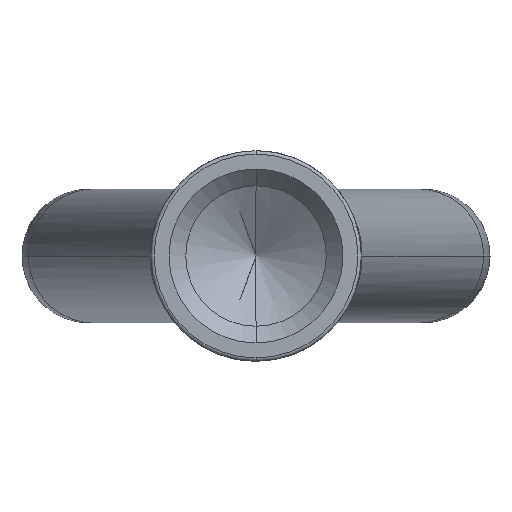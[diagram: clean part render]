
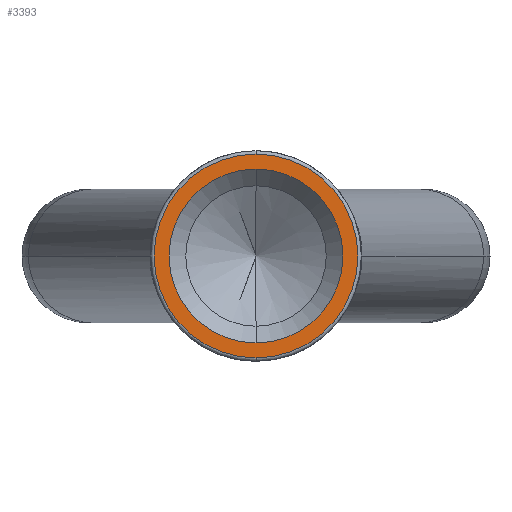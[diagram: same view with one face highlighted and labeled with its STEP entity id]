
A CAD part, front view. The second image highlights one B-rep face of the part: STEP entity #3393.
In plain terms, the highlighted planar face has unit normal (0, -1, 0).
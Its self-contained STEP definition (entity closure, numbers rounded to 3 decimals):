
#785 = CIRCLE ( 'NONE', #9360, 3.05 ) ;
#1294 = EDGE_CURVE ( 'NONE', #6241, #8058, #13987, .T. ) ;
#1738 = CARTESIAN_POINT ( 'NONE',  ( 0., 0., -2.6 ) ) ;
#2007 = CARTESIAN_POINT ( 'NONE',  ( 0., 0., -3.05 ) ) ;
#2021 = EDGE_LOOP ( 'NONE', ( #10170, #11207 ) ) ;
#2331 = CARTESIAN_POINT ( 'NONE',  ( 0., 0., 0. ) ) ;
#2667 = CARTESIAN_POINT ( 'NONE',  ( 0., 0., 3.05 ) ) ;
#2821 = ORIENTED_EDGE ( 'NONE', *, *, #1294, .T. ) ;
#3393 = ADVANCED_FACE ( 'NONE', ( #10322, #14469 ), #16128, .F. ) ;
#3654 = CARTESIAN_POINT ( 'NONE',  ( 0., 0., 0. ) ) ;
#4361 = EDGE_CURVE ( 'NONE', #11853, #11576, #8450, .T. ) ;
#6241 = VERTEX_POINT ( 'NONE', #1738 ) ;
#6268 = DIRECTION ( 'NONE',  ( 0., -1., 0. ) ) ;
#6378 = DIRECTION ( 'NONE',  ( 0., 1., 0. ) ) ;
#6380 = AXIS2_PLACEMENT_3D ( 'NONE', #6489, #6378, #15785 ) ;
#6489 = CARTESIAN_POINT ( 'NONE',  ( 0., 0., 0. ) ) ;
#6555 = AXIS2_PLACEMENT_3D ( 'NONE', #16187, #12266, #16015 ) ;
#6850 = EDGE_CURVE ( 'NONE', #8058, #6241, #11921, .T. ) ;
#7321 = DIRECTION ( 'NONE',  ( 0., 1., 0. ) ) ;
#8058 = VERTEX_POINT ( 'NONE', #12344 ) ;
#8450 = CIRCLE ( 'NONE', #12878, 3.05 ) ;
#8821 = DIRECTION ( 'NONE',  ( 0., 0., 1. ) ) ;
#9360 = AXIS2_PLACEMENT_3D ( 'NONE', #2331, #6268, #8821 ) ;
#9858 = DIRECTION ( 'NONE',  ( 0., 0., 1. ) ) ;
#10170 = ORIENTED_EDGE ( 'NONE', *, *, #4361, .T. ) ;
#10322 = FACE_OUTER_BOUND ( 'NONE', #2021, .T. ) ;
#10383 = DIRECTION ( 'NONE',  ( 0., 0., 1. ) ) ;
#11048 = EDGE_LOOP ( 'NONE', ( #2821, #13330 ) ) ;
#11207 = ORIENTED_EDGE ( 'NONE', *, *, #13107, .T. ) ;
#11576 = VERTEX_POINT ( 'NONE', #2007 ) ;
#11853 = VERTEX_POINT ( 'NONE', #2667 ) ;
#11921 = CIRCLE ( 'NONE', #6380, 2.6 ) ;
#11976 = AXIS2_PLACEMENT_3D ( 'NONE', #12463, #7321, #9858 ) ;
#12266 = DIRECTION ( 'NONE',  ( 0., 1., 0. ) ) ;
#12344 = CARTESIAN_POINT ( 'NONE',  ( 0., 0., 2.6 ) ) ;
#12463 = CARTESIAN_POINT ( 'NONE',  ( 0., 0., 0. ) ) ;
#12878 = AXIS2_PLACEMENT_3D ( 'NONE', #3654, #14309, #10383 ) ;
#13107 = EDGE_CURVE ( 'NONE', #11576, #11853, #785, .T. ) ;
#13330 = ORIENTED_EDGE ( 'NONE', *, *, #6850, .T. ) ;
#13987 = CIRCLE ( 'NONE', #11976, 2.6 ) ;
#14309 = DIRECTION ( 'NONE',  ( 0., -1., 0. ) ) ;
#14469 = FACE_BOUND ( 'NONE', #11048, .T. ) ;
#15785 = DIRECTION ( 'NONE',  ( 0., 0., 1. ) ) ;
#16015 = DIRECTION ( 'NONE',  ( 0., 0., 1. ) ) ;
#16128 = PLANE ( 'NONE',  #6555 ) ;
#16187 = CARTESIAN_POINT ( 'NONE',  ( 0., 0., 0. ) ) ;
